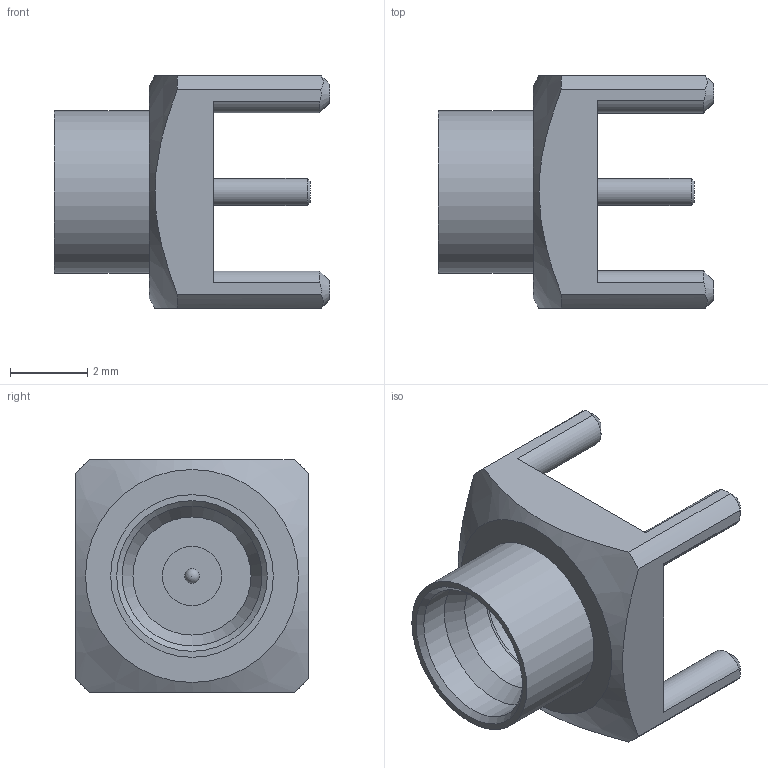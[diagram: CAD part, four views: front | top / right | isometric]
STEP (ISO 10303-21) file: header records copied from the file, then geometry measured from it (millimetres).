
FILE_DESCRIPTION (( 'STEP AP203' ), '1' );
FILE_NAME ('FMCN44223_3D.step', '2022-12-02T19:41:49', ( '' ), ( '' ), 'SwSTEP 2.0', 'SolidWorks 2021', '' );
FILE_SCHEMA (( 'CONFIG_CONTROL_DESIGN' ));
Length unit declared in the file: inch
Products named in the file (1): FMCN44223_3D
Bounding box: 7.1 x 6 x 6 mm (x, y, z)
Volume: 72.1 mm3; surface area: 209.4 mm2
Topology: 1 solids, 1 shells, 45 faces, 110 edges, 71 vertices
Faces by surface type: plane 18, cylinder 17, cone 9, sphere 1
Full cylindrical faces by diameter (mm): 0.381 x1, 0.7 x1, 1.526 x1, 3.048 x1, 3.175 x1, 3.607 x1, 4.2 x1
Entity records: 1422 total; most frequent: CARTESIAN_POINT 401, DIRECTION 198, ORIENTED_EDGE 170, EDGE_CURVE 85, AXIS2_PLACEMENT_3D 83, EDGE_LOOP 66, VERTEX_POINT 63, FACE_OUTER_BOUND 52
